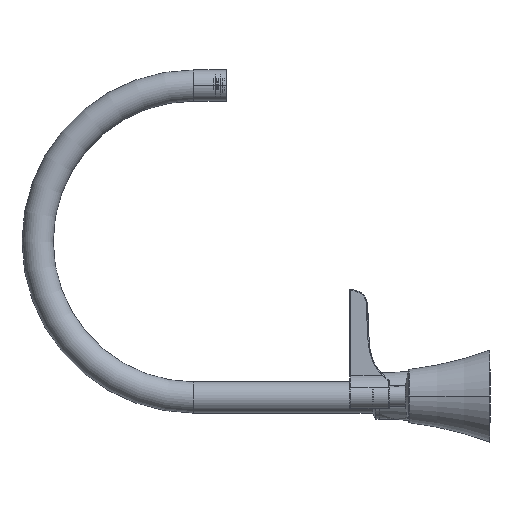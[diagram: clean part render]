
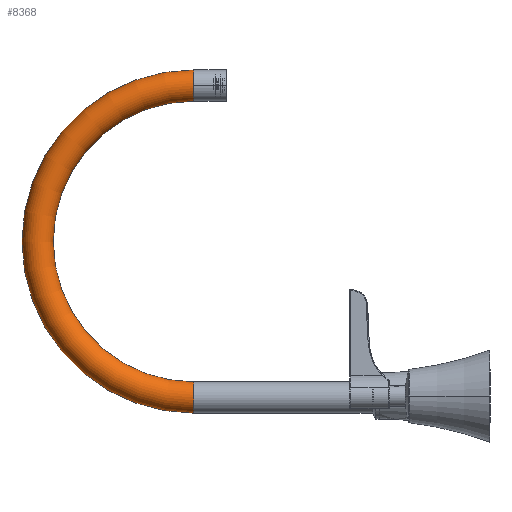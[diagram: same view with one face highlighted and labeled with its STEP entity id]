
A CAD part, left-side view. The second image highlights one B-rep face of the part: STEP entity #8368.
In plain terms, the highlighted toroidal (fillet/blend) face has major radius 95 mm and minor radius 9.5 mm.
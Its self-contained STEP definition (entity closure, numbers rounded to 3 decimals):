
#263 = EDGE_CURVE ( 'NONE', #13512, #6162, #13909, .T. ) ;
#476 = DIRECTION ( 'NONE',  ( -1., 0., 0. ) ) ;
#1089 = ORIENTED_EDGE ( 'NONE', *, *, #263, .F. ) ;
#2601 = VERTEX_POINT ( 'NONE', #3128 ) ;
#2916 = CARTESIAN_POINT ( 'NONE',  ( 0., 180.482, -0.872 ) ) ;
#3128 = CARTESIAN_POINT ( 'NONE',  ( 0., 180.482, 8.628 ) ) ;
#3548 = CIRCLE ( 'NONE', #11612, 104.5 ) ;
#4643 = AXIS2_PLACEMENT_3D ( 'NONE', #5287, #17003, #20511 ) ;
#4695 = DIRECTION ( 'NONE',  ( 1., 0., 0. ) ) ;
#5016 = EDGE_CURVE ( 'NONE', #2601, #6162, #6464, .T. ) ;
#5287 = CARTESIAN_POINT ( 'NONE',  ( 0., 180.482, 94.128 ) ) ;
#5897 = CARTESIAN_POINT ( 'NONE',  ( -9.5, 180.482, 189.128 ) ) ;
#6162 = VERTEX_POINT ( 'NONE', #17532 ) ;
#6464 = CIRCLE ( 'NONE', #15888, 85.5 ) ;
#6726 = DIRECTION ( 'NONE',  ( 0., 1., 0. ) ) ;
#7702 = VERTEX_POINT ( 'NONE', #17294 ) ;
#8001 = DIRECTION ( 'NONE',  ( 0., 1., 0. ) ) ;
#8368 = ADVANCED_FACE ( 'NONE', ( #13716 ), #17590, .T. ) ;
#8621 = DIRECTION ( 'NONE',  ( 0., -1., 0. ) ) ;
#8970 = EDGE_CURVE ( 'NONE', #18868, #2601, #17609, .T. ) ;
#9828 = DIRECTION ( 'NONE',  ( 0., 1., 0. ) ) ;
#10177 = ORIENTED_EDGE ( 'NONE', *, *, #8970, .T. ) ;
#10530 = ORIENTED_EDGE ( 'NONE', *, *, #17613, .F. ) ;
#10678 = ORIENTED_EDGE ( 'NONE', *, *, #5016, .T. ) ;
#10891 = DIRECTION ( 'NONE',  ( 0., -1., 0. ) ) ;
#11612 = AXIS2_PLACEMENT_3D ( 'NONE', #16203, #4695, #8001 ) ;
#13328 = DIRECTION ( 'NONE',  ( -1., 0., 0. ) ) ;
#13512 = VERTEX_POINT ( 'NONE', #5897 ) ;
#13716 = FACE_OUTER_BOUND ( 'NONE', #18492, .T. ) ;
#13909 = CIRCLE ( 'NONE', #16702, 9.5 ) ;
#14465 = AXIS2_PLACEMENT_3D ( 'NONE', #2916, #6726, #16707 ) ;
#14473 = CARTESIAN_POINT ( 'NONE',  ( 0., 180.482, -10.372 ) ) ;
#14996 = CARTESIAN_POINT ( 'NONE',  ( 0., 180.482, 94.128 ) ) ;
#15720 = CARTESIAN_POINT ( 'NONE',  ( 0., 180.482, 189.128 ) ) ;
#15888 = AXIS2_PLACEMENT_3D ( 'NONE', #14996, #21658, #9828 ) ;
#16195 = AXIS2_PLACEMENT_3D ( 'NONE', #16820, #8621, #13328 ) ;
#16203 = CARTESIAN_POINT ( 'NONE',  ( 0., 180.482, 94.128 ) ) ;
#16702 = AXIS2_PLACEMENT_3D ( 'NONE', #15720, #10891, #476 ) ;
#16707 = DIRECTION ( 'NONE',  ( -1., 0., 0. ) ) ;
#16820 = CARTESIAN_POINT ( 'NONE',  ( 0., 180.482, 189.128 ) ) ;
#17003 = DIRECTION ( 'NONE',  ( 1., 0., 0. ) ) ;
#17252 = CIRCLE ( 'NONE', #16195, 9.5 ) ;
#17294 = CARTESIAN_POINT ( 'NONE',  ( 0., 180.482, 198.628 ) ) ;
#17532 = CARTESIAN_POINT ( 'NONE',  ( 0., 180.482, 179.628 ) ) ;
#17590 = TOROIDAL_SURFACE ( 'NONE', #4643, 95., 9.5 ) ;
#17609 = CIRCLE ( 'NONE', #14465, 9.5 ) ;
#17613 = EDGE_CURVE ( 'NONE', #7702, #13512, #17252, .T. ) ;
#18437 = ORIENTED_EDGE ( 'NONE', *, *, #21208, .F. ) ;
#18492 = EDGE_LOOP ( 'NONE', ( #18437, #10177, #10678, #1089, #10530 ) ) ;
#18868 = VERTEX_POINT ( 'NONE', #14473 ) ;
#20511 = DIRECTION ( 'NONE',  ( 0., 0., -1. ) ) ;
#21208 = EDGE_CURVE ( 'NONE', #18868, #7702, #3548, .T. ) ;
#21658 = DIRECTION ( 'NONE',  ( 1., 0., 0. ) ) ;
